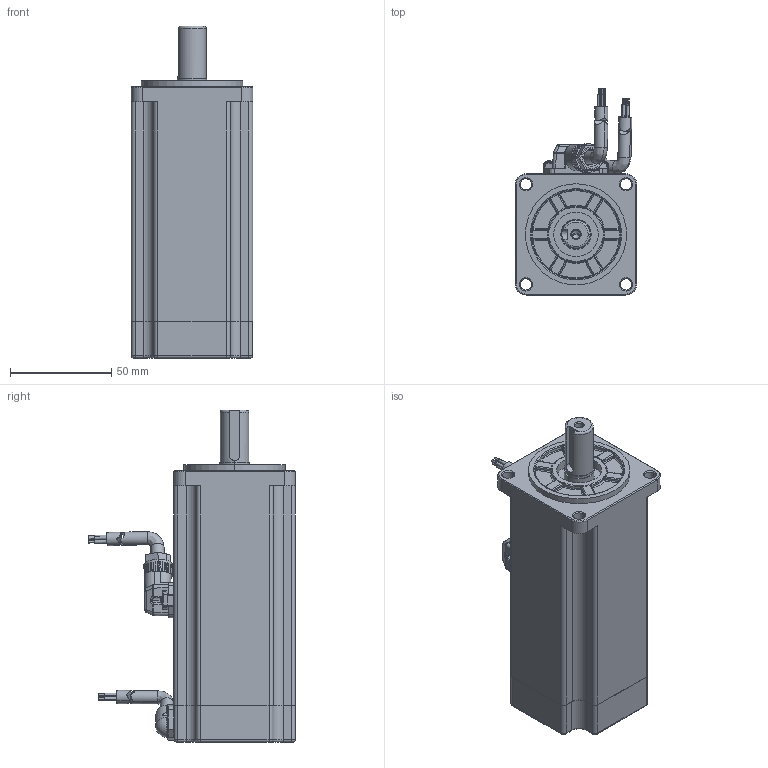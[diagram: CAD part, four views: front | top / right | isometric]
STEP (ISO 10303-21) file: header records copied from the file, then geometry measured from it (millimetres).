
FILE_DESCRIPTION (( 'STEP AP214' ), '1' );
FILE_NAME ('高压220V 400W 刹车电机L=134mm.STEP', '2021-10-20T06:01:45', ( '微软用户' ), ( '微软中国' ), 'SwSTEP 2.0', 'SolidWorks 2014', '' );
FILE_SCHEMA (( 'AUTOMOTIVE_DESIGN' ));
Length unit declared in the file: millimetre
Products named in the file (9): 晤鎢ん揤盄裔; 萇埭盄郪璃; 萇埭盄; HN5J-106D; 400W价陬儂旯L=134mm; HN5J-106C; 詢揤220V 400W 价陬萇儂L=134mm; GB／T818-2000十字槽盘头螺钉M2．5×5; 晤鎢ん郪璃B
Assembly tree (12 placements, depth 3):
  詢揤220V 400W 价陬萇儂L=134mm
    400W价陬儂旯L=134mm
    萇埭盄郪璃
      HN5J-106C
      HN5J-106D
      萇埭盄
      GB／T818-2000十字槽盘头螺钉M2．5×5  x2
    晤鎢ん郪璃B
      萇埭盄
      GB／T818-2000十字槽盘头螺钉M2．5×5  x2
      晤鎢ん揤盄裔
Bounding box: 60 x 102.09 x 164 mm (x, y, z)
Volume: 431958.9 mm3; surface area: 48499.6 mm2
Topology: 10 solids, 16 shells, 1330 faces, 3311 edges, 2018 vertices
Faces by surface type: plane 504, cylinder 351, bspline 308, torus 80, sphere 47, cone 40
Entity records: 54228 total; most frequent: CARTESIAN_POINT 27070, ORIENTED_EDGE 5977, DIRECTION 4914, EDGE_CURVE 3007, VERTEX_POINT 1863, AXIS2_PLACEMENT_3D 1734, VECTOR 1446, LINE 1446
